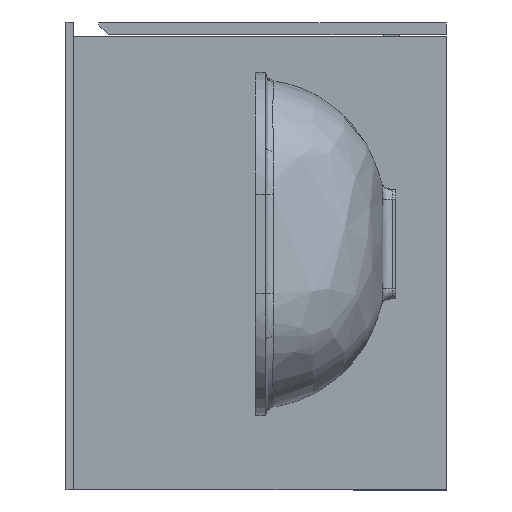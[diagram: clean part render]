
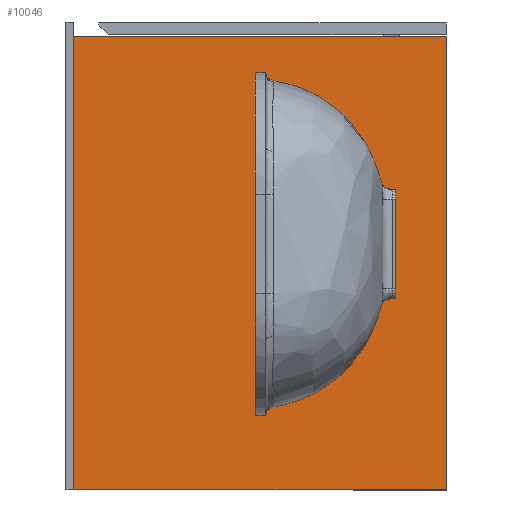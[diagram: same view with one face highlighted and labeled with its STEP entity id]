
A CAD part, left-side view. The second image highlights one B-rep face of the part: STEP entity #10046.
In plain terms, the highlighted planar face has unit normal (-1, 0, 0).
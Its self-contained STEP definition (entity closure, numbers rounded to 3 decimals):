
#114 = VECTOR ( 'NONE', #27655, 1000. ) ;
#1216 = DIRECTION ( 'NONE',  ( 0., 0., -1. ) ) ;
#1446 = CARTESIAN_POINT ( 'NONE',  ( 2., 829.397, -470. ) ) ;
#2992 = ORIENTED_EDGE ( 'NONE', *, *, #20041, .T. ) ;
#3498 = PLANE ( 'NONE',  #24542 ) ;
#3851 = ORIENTED_EDGE ( 'NONE', *, *, #28993, .F. ) ;
#5527 = VECTOR ( 'NONE', #6994, 1000. ) ;
#6994 = DIRECTION ( 'NONE',  ( 0., 0., 1. ) ) ;
#8068 = CARTESIAN_POINT ( 'NONE',  ( 2., 374., -470. ) ) ;
#8358 = VERTEX_POINT ( 'NONE', #29716 ) ;
#8928 = LINE ( 'NONE', #18296, #114 ) ;
#10046 = ADVANCED_FACE ( 'NONE', ( #24507 ), #3498, .F. ) ;
#10056 = VECTOR ( 'NONE', #10790, 1000. ) ;
#10790 = DIRECTION ( 'NONE',  ( 0., -1., 0. ) ) ;
#10862 = VERTEX_POINT ( 'NONE', #24745 ) ;
#10958 = EDGE_LOOP ( 'NONE', ( #3851, #20206, #2992, #13768 ) ) ;
#12014 = VERTEX_POINT ( 'NONE', #14594 ) ;
#12198 = VERTEX_POINT ( 'NONE', #12606 ) ;
#12423 = EDGE_CURVE ( 'NONE', #10862, #12014, #8928, .T. ) ;
#12606 = CARTESIAN_POINT ( 'NONE',  ( 2., 374., -470. ) ) ;
#12847 = CARTESIAN_POINT ( 'NONE',  ( 2., 829.397, -470. ) ) ;
#13768 = ORIENTED_EDGE ( 'NONE', *, *, #12423, .F. ) ;
#14594 = CARTESIAN_POINT ( 'NONE',  ( 2., 0., -15. ) ) ;
#17425 = DIRECTION ( 'NONE',  ( 0., 0., 1. ) ) ;
#18296 = CARTESIAN_POINT ( 'NONE',  ( 2., 829.397, -15. ) ) ;
#18655 = LINE ( 'NONE', #28004, #5527 ) ;
#20041 = EDGE_CURVE ( 'NONE', #8358, #12014, #18655, .T. ) ;
#20206 = ORIENTED_EDGE ( 'NONE', *, *, #26952, .T. ) ;
#21364 = VECTOR ( 'NONE', #17425, 1000. ) ;
#22208 = DIRECTION ( 'NONE',  ( 1., 0., 0. ) ) ;
#22439 = LINE ( 'NONE', #1446, #10056 ) ;
#24507 = FACE_OUTER_BOUND ( 'NONE', #10958, .T. ) ;
#24542 = AXIS2_PLACEMENT_3D ( 'NONE', #12847, #22208, #1216 ) ;
#24745 = CARTESIAN_POINT ( 'NONE',  ( 2., 374., -15. ) ) ;
#26952 = EDGE_CURVE ( 'NONE', #12198, #8358, #22439, .T. ) ;
#27655 = DIRECTION ( 'NONE',  ( 0., -1., 0. ) ) ;
#28004 = CARTESIAN_POINT ( 'NONE',  ( 2., 0., -470. ) ) ;
#28993 = EDGE_CURVE ( 'NONE', #12198, #10862, #29077, .T. ) ;
#29077 = LINE ( 'NONE', #8068, #21364 ) ;
#29716 = CARTESIAN_POINT ( 'NONE',  ( 2., 0., -470. ) ) ;
